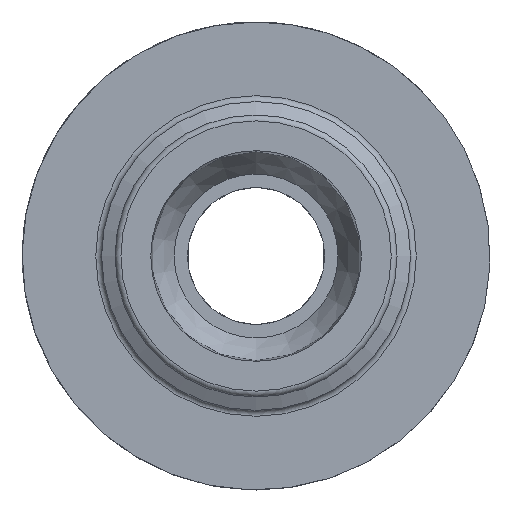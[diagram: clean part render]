
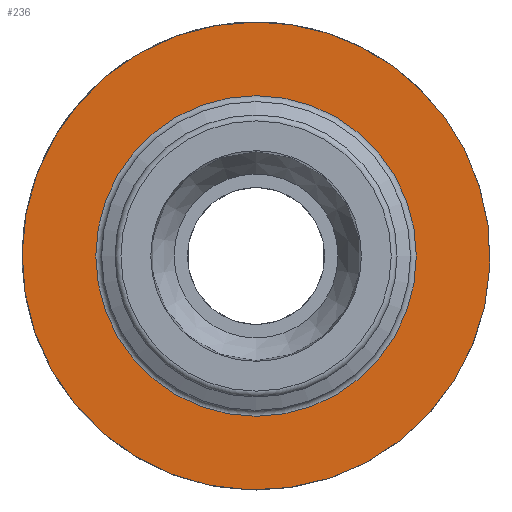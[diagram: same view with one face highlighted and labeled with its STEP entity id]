
A CAD part, front view. The second image highlights one B-rep face of the part: STEP entity #236.
In plain terms, the highlighted planar face has unit normal (0, -1, 0).
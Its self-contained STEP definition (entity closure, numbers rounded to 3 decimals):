
#236 = ADVANCED_FACE( '', ( #493, #494 ), #495, .F. );
#493 = FACE_OUTER_BOUND( '', #1445, .T. );
#494 = FACE_BOUND( '', #1446, .T. );
#495 = PLANE( '', #1447 );
#1445 = EDGE_LOOP( '', ( #2040 ) );
#1446 = EDGE_LOOP( '', ( #2041 ) );
#1447 = AXIS2_PLACEMENT_3D( '', #2042, #2043, #2044 );
#2040 = ORIENTED_EDGE( '', *, *, #2272, .T. );
#2041 = ORIENTED_EDGE( '', *, *, #2105, .F. );
#2042 = CARTESIAN_POINT( '', ( 0., -6., 0. ) );
#2043 = DIRECTION( '', ( 0., 1., 0. ) );
#2044 = DIRECTION( '', ( 1., 0., 0. ) );
#2105 = EDGE_CURVE( '', #2350, #2350, #2351, .T. );
#2272 = EDGE_CURVE( '', #2584, #2584, #2585, .T. );
#2350 = VERTEX_POINT( '', #2795 );
#2351 = CIRCLE( '', #2796, 13.7 );
#2584 = VERTEX_POINT( '', #3406 );
#2585 = CIRCLE( '', #3407, 20. );
#2795 = CARTESIAN_POINT( '', ( 13.7, -6., 0. ) );
#2796 = AXIS2_PLACEMENT_3D( '', #3449, #3450, #3451 );
#3406 = CARTESIAN_POINT( '', ( 0., -6., 20. ) );
#3407 = AXIS2_PLACEMENT_3D( '', #3595, #3596, #3597 );
#3449 = CARTESIAN_POINT( '', ( 0., -6., 0. ) );
#3450 = DIRECTION( '', ( 0., -1., 0. ) );
#3451 = DIRECTION( '', ( 1., 0., 0. ) );
#3595 = CARTESIAN_POINT( '', ( 0., -6., 0. ) );
#3596 = DIRECTION( '', ( 0., -1., 0. ) );
#3597 = DIRECTION( '', ( 0., 0., 1. ) );
